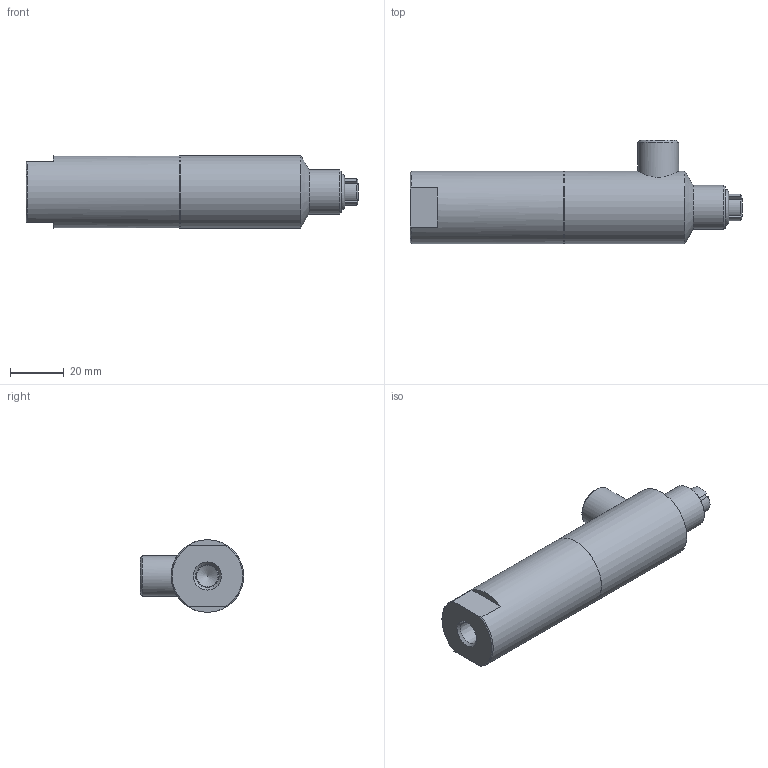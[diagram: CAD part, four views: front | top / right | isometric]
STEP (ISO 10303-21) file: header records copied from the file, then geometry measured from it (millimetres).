
FILE_DESCRIPTION(/* description */ (''),/* implementation_level */ '2;1');
FILE_NAME(/* name */ 'FNPR-108025.stp',/* time_stamp */ '2015-03-10T08:39:02-05:00',/* author */ ('scottg'),/* organization */ ('FasTest,Inc.'),/* preprocessor_version */ 'ST-DEVELOPER v15.2',/* originating_system */ 'Autodesk Inventor 2014',/* authorisation */ '');
FILE_SCHEMA (('AUTOMOTIVE_DESIGN { 1 0 10303 214 3 1 1 }'));
Length unit declared in the file: inch
Products named in the file (1): FNPR-108025
Bounding box: 123.25 x 38.35 x 26.92 mm (x, y, z)
Volume: 122.6 mm3; surface area: 12964.9 mm2
Topology: 2 solids, 5 shells, 82 faces, 195 edges, 124 vertices
Faces by surface type: plane 42, cone 21, cylinder 15, torus 4
Full cylindrical faces by diameter (mm): 4.75 x1, 4.801 x1, 7.95 x1, 8.56 x1, 8.725 x2, 15.189 x1, 16.383 x1, 24.943 x1, 26.924 x2
Entity records: 2148 total; most frequent: CARTESIAN_POINT 422, DIRECTION 368, ORIENTED_EDGE 314, EDGE_CURVE 155, AXIS2_PLACEMENT_3D 151, EDGE_LOOP 116, VERTEX_POINT 111, ADVANCED_FACE 82
